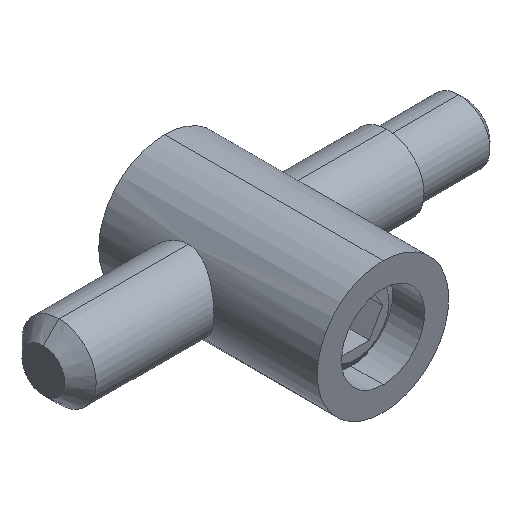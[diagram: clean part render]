
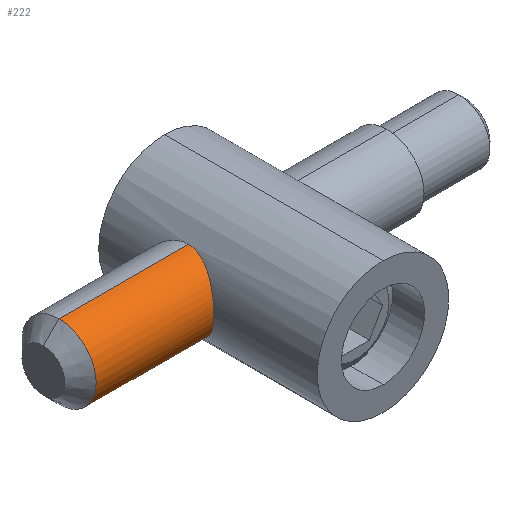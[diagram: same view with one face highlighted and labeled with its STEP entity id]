
A CAD part, isometric view. The second image highlights one B-rep face of the part: STEP entity #222.
In plain terms, the highlighted cylindrical face has radius 4.75 mm (diameter 9.5 mm), a partial arc.
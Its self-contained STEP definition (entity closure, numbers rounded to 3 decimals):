
#17 = CARTESIAN_POINT ( 'NONE',  ( -8.079, -4.108, 2.405 ) ) ;
#18 = EDGE_CURVE ( 'NONE', #449, #754, #625, .T. ) ;
#27 = CARTESIAN_POINT ( 'NONE',  ( -7.125, -1.555, -4.499 ) ) ;
#30 = CARTESIAN_POINT ( 'NONE',  ( -7.065, -1.26, -4.591 ) ) ;
#43 = CARTESIAN_POINT ( 'NONE',  ( -6.958, 0., -4.75 ) ) ;
#46 = LINE ( 'NONE', #808, #710 ) ;
#50 = CARTESIAN_POINT ( 'NONE',  ( -23.5, 0., 4.75 ) ) ;
#70 = AXIS2_PLACEMENT_3D ( 'NONE', #122, #366, #434 ) ;
#91 = CARTESIAN_POINT ( 'NONE',  ( -7.001, -0.791, 4.686 ) ) ;
#105 = CARTESIAN_POINT ( 'NONE',  ( -8.079, -4.108, -2.404 ) ) ;
#115 = DIRECTION ( 'NONE',  ( -1., 0., 0. ) ) ;
#122 = CARTESIAN_POINT ( 'NONE',  ( -3.5, 0., 0. ) ) ;
#134 = AXIS2_PLACEMENT_3D ( 'NONE', #139, #142, #999 ) ;
#139 = CARTESIAN_POINT ( 'NONE',  ( -23.5, 0., 0. ) ) ;
#142 = DIRECTION ( 'NONE',  ( 1., 0., 0. ) ) ;
#162 = CARTESIAN_POINT ( 'NONE',  ( -7.91, -3.765, 2.913 ) ) ;
#166 = CARTESIAN_POINT ( 'NONE',  ( -7.536, -2.904, 3.772 ) ) ;
#173 = CARTESIAN_POINT ( 'NONE',  ( -7.271, -2.127, 4.258 ) ) ;
#174 = VERTEX_POINT ( 'NONE', #50 ) ;
#177 = CARTESIAN_POINT ( 'NONE',  ( -6.958, -0.158, 4.75 ) ) ;
#184 = CARTESIAN_POINT ( 'NONE',  ( -8.337, -4.593, -1.254 ) ) ;
#188 = CARTESIAN_POINT ( 'NONE',  ( -7.27, -2.124, -4.26 ) ) ;
#222 = ADVANCED_FACE ( 'NONE', ( #324 ), #245, .T. ) ;
#245 = CYLINDRICAL_SURFACE ( 'NONE', #70, 4.75 ) ;
#255 = CARTESIAN_POINT ( 'NONE',  ( -6.985, -0.632, 4.71 ) ) ;
#259 = CARTESIAN_POINT ( 'NONE',  ( -6.958, 0., -4.75 ) ) ;
#270 = CARTESIAN_POINT ( 'NONE',  ( -8.403, -4.711, -0.628 ) ) ;
#296 = EDGE_CURVE ( 'NONE', #174, #368, #1011, .T. ) ;
#320 = CARTESIAN_POINT ( 'NONE',  ( -8.336, -4.59, 1.262 ) ) ;
#321 = CARTESIAN_POINT ( 'NONE',  ( -8.402, -4.71, 0.637 ) ) ;
#324 = FACE_OUTER_BOUND ( 'NONE', #648, .T. ) ;
#331 = DIRECTION ( 'NONE',  ( -1., 0., 0. ) ) ;
#340 = CARTESIAN_POINT ( 'NONE',  ( -7.536, -2.904, -3.771 ) ) ;
#347 = CARTESIAN_POINT ( 'NONE',  ( -6.981, -0.643, -4.717 ) ) ;
#366 = DIRECTION ( 'NONE',  ( -1., 0., 0. ) ) ;
#368 = VERTEX_POINT ( 'NONE', #772 ) ;
#413 = CARTESIAN_POINT ( 'NONE',  ( -8.157, -4.258, -2.129 ) ) ;
#422 = CARTESIAN_POINT ( 'NONE',  ( -7.911, -3.766, -2.911 ) ) ;
#434 = DIRECTION ( 'NONE',  ( 0., 0., 1. ) ) ;
#449 = VERTEX_POINT ( 'NONE', #627 ) ;
#484 = CARTESIAN_POINT ( 'NONE',  ( -7.819, -3.571, 3.146 ) ) ;
#495 = CARTESIAN_POINT ( 'NONE',  ( -8.421, -4.742, -0.312 ) ) ;
#501 = CARTESIAN_POINT ( 'NONE',  ( -8.39, -4.687, -0.787 ) ) ;
#570 = CARTESIAN_POINT ( 'NONE',  ( -6.958, -0.321, -4.75 ) ) ;
#576 = CARTESIAN_POINT ( 'NONE',  ( -8.42, -4.742, 0.321 ) ) ;
#594 = ORIENTED_EDGE ( 'NONE', *, *, #837, .T. ) ;
#616 = EDGE_CURVE ( 'NONE', #754, #368, #659, .T. ) ;
#625 = B_SPLINE_CURVE_WITH_KNOTS ( 'NONE', 3,
 ( #639, #177, #870, #255, #91, #954, #943, #173, #805, #166, #811, #484, #162, #17, #718, #796, #320, #801, #321, #576, #650, #495, #270, #501, #184, #825, #413, #105, #422, #962, #819, #340, #733, #188, #27, #30, #347, #570, #259 ),
 .UNSPECIFIED., .F., .F.,
 ( 4, 2, 2, 2, 2, 2, 2, 2, 2, 2, 1, 2, 2, 2, 2, 2, 2, 2, 2, 4 ),
 ( 0.015, 0.015, 0.016, 0.017, 0.018, 0.019, 0.02, 0.021, 0.022, 0.022, 0.023, 0.023, 0.023, 0.024, 0.025, 0.026, 0.027, 0.028, 0.029, 0.03 ),
 .UNSPECIFIED. ) ;
#627 = CARTESIAN_POINT ( 'NONE',  ( -6.958, 0., 4.75 ) ) ;
#639 = CARTESIAN_POINT ( 'NONE',  ( -6.958, 0., 4.75 ) ) ;
#648 = EDGE_LOOP ( 'NONE', ( #727, #828, #594, #740 ) ) ;
#650 = CARTESIAN_POINT ( 'NONE',  ( -8.429, -4.758, 0.005 ) ) ;
#659 = LINE ( 'NONE', #880, #919 ) ;
#710 = VECTOR ( 'NONE', #331, 1000. ) ;
#718 = CARTESIAN_POINT ( 'NONE',  ( -8.157, -4.257, 2.129 ) ) ;
#727 = ORIENTED_EDGE ( 'NONE', *, *, #616, .F. ) ;
#733 = CARTESIAN_POINT ( 'NONE',  ( -7.356, -2.398, -4.111 ) ) ;
#740 = ORIENTED_EDGE ( 'NONE', *, *, #296, .T. ) ;
#754 = VERTEX_POINT ( 'NONE', #43 ) ;
#772 = CARTESIAN_POINT ( 'NONE',  ( -23.5, 0., -4.75 ) ) ;
#796 = CARTESIAN_POINT ( 'NONE',  ( -8.285, -4.497, 1.559 ) ) ;
#801 = CARTESIAN_POINT ( 'NONE',  ( -8.389, -4.686, 0.796 ) ) ;
#805 = CARTESIAN_POINT ( 'NONE',  ( -7.356, -2.398, 4.111 ) ) ;
#808 = CARTESIAN_POINT ( 'NONE',  ( -3.5, 0., 4.75 ) ) ;
#811 = CARTESIAN_POINT ( 'NONE',  ( -7.632, -3.142, 3.576 ) ) ;
#819 = CARTESIAN_POINT ( 'NONE',  ( -7.63, -3.137, -3.579 ) ) ;
#825 = CARTESIAN_POINT ( 'NONE',  ( -8.286, -4.5, -1.553 ) ) ;
#828 = ORIENTED_EDGE ( 'NONE', *, *, #18, .F. ) ;
#837 = EDGE_CURVE ( 'NONE', #449, #174, #46, .T. ) ;
#870 = CARTESIAN_POINT ( 'NONE',  ( -6.964, -0.316, 4.742 ) ) ;
#880 = CARTESIAN_POINT ( 'NONE',  ( -3.5, 0., -4.75 ) ) ;
#919 = VECTOR ( 'NONE', #115, 1000. ) ;
#943 = CARTESIAN_POINT ( 'NONE',  ( -7.124, -1.553, 4.5 ) ) ;
#954 = CARTESIAN_POINT ( 'NONE',  ( -7.064, -1.255, 4.592 ) ) ;
#962 = CARTESIAN_POINT ( 'NONE',  ( -7.818, -3.57, -3.148 ) ) ;
#999 = DIRECTION ( 'NONE',  ( 0., 0., 1. ) ) ;
#1011 = CIRCLE ( 'NONE', #134, 4.75 ) ;
